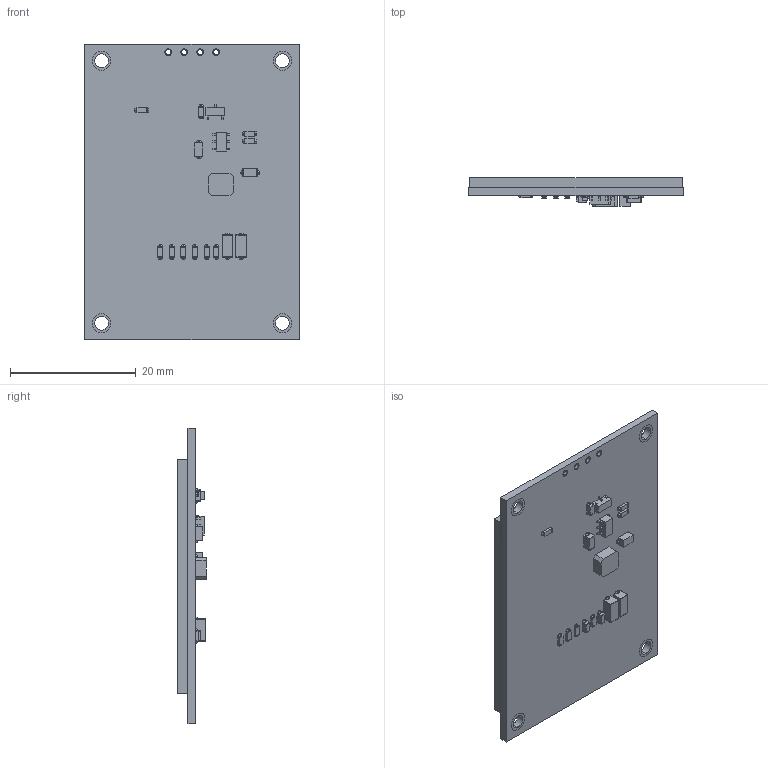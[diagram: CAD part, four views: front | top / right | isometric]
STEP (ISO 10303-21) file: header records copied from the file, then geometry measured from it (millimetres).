
FILE_DESCRIPTION (( 'STEP AP214' ), '1' );
FILE_NAME ('SH1107 oled (without header pins).STEP', '2024-11-22T03:19:49', ( '' ), ( '' ), 'SwSTEP 2.0', 'SolidWorks 2024', '' );
FILE_SCHEMA (( 'AUTOMOTIVE_DESIGN' ));
Length unit declared in the file: millimetre
Products named in the file (11): Part5; Part6; Part3; Part9; Part8; Part4; Part7; Part1_without header pins; SH1107 oled (without header pins); Part2; Part10
Assembly tree (18 placements, depth 2):
  SH1107 oled (without header pins)
    Part1_without header pins
    Part10
    Part2  x7
    Part3
    Part4  x2
    Part5
    Part6
    Part7  x2
    Part8
    Part9
Bounding box: 34.15 x 4.56 x 47.06 mm (x, y, z)
Volume: 4066.3 mm3; surface area: 6200.1 mm2
Topology: 75 solids, 75 shells, 667 faces, 1548 edges, 976 vertices
Faces by surface type: plane 447, cylinder 164, sphere 56
Entity records: 12651 total; most frequent: DIRECTION 2100, CARTESIAN_POINT 2020, ORIENTED_EDGE 1896, EDGE_CURVE 948, AXIS2_PLACEMENT_3D 704, LINE 692, VECTOR 692, VERTEX_POINT 624
